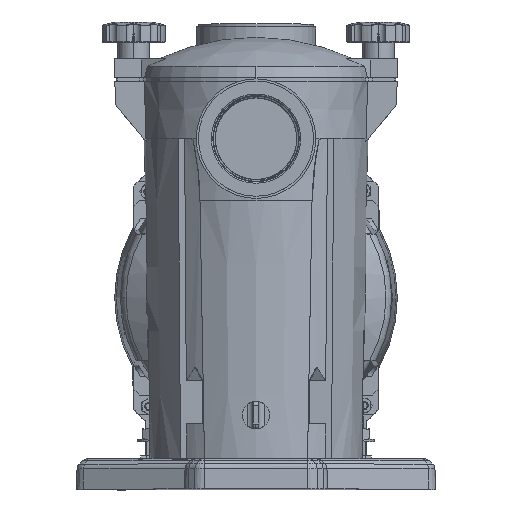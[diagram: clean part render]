
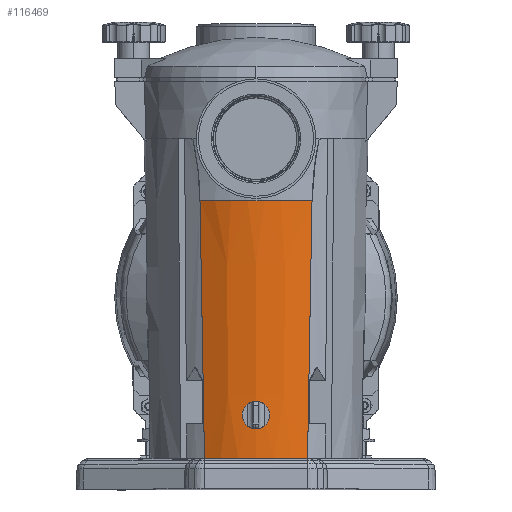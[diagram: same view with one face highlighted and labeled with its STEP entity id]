
A CAD part, top view. The second image highlights one B-rep face of the part: STEP entity #116469.
In plain terms, the highlighted conical face has half-angle 1 degrees and reference radius 72.001 mm.
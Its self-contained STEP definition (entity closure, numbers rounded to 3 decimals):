
#1605 = CARTESIAN_POINT ( 'NONE',  ( -38.927, 67.017, 199.254 ) ) ;
#2883 = CONICAL_SURFACE ( 'NONE', #11095, 72.001, 0.017 ) ;
#4376 = ORIENTED_EDGE ( 'NONE', *, *, #99792, .T. ) ;
#4635 = CARTESIAN_POINT ( 'NONE',  ( 35.791, -112., 197.475 ) ) ;
#4650 = VERTEX_POINT ( 'NONE', #104691 ) ;
#6636 = EDGE_CURVE ( 'NONE', #38246, #104473, #117768, .T. ) ;
#7268 = CARTESIAN_POINT ( 'NONE',  ( -38.916, 67., 199.26 ) ) ;
#8409 = EDGE_CURVE ( 'NONE', #25154, #62858, #10792, .T. ) ;
#8691 = CARTESIAN_POINT ( 'NONE',  ( -38.928, 67.052, 199.254 ) ) ;
#9968 = DIRECTION ( 'NONE',  ( 0., 1., 0. ) ) ;
#10792 = B_SPLINE_CURVE_WITH_KNOTS ( 'NONE', 3,
 ( #7268, #46210, #17499, #25134 ),
 .UNSPECIFIED., .F., .F.,
 ( 4, 4 ),
 ( 0., 0.179 ),
 .UNSPECIFIED. ) ;
#10967 = CARTESIAN_POINT ( 'NONE',  ( 37.874, 7.333, 198.673 ) ) ;
#11095 = AXIS2_PLACEMENT_3D ( 'NONE', #123367, #83764, #35889 ) ;
#11871 = DIRECTION ( 'NONE',  ( -0.518, 0., 0.855 ) ) ;
#17499 = CARTESIAN_POINT ( 'NONE',  ( -36.833, -52.333, 198.079 ) ) ;
#17742 = EDGE_CURVE ( 'NONE', #45694, #48467, #96599, .T. ) ;
#20360 = DIRECTION ( 'NONE',  ( 0., 0., -1. ) ) ;
#25134 = CARTESIAN_POINT ( 'NONE',  ( -35.791, -112., 197.475 ) ) ;
#25154 = VERTEX_POINT ( 'NONE', #63362 ) ;
#27998 = CIRCLE ( 'NONE', #36110, 75.125 ) ;
#28883 = ORIENTED_EDGE ( 'NONE', *, *, #55163, .T. ) ;
#30828 = VERTEX_POINT ( 'NONE', #4635 ) ;
#35889 = DIRECTION ( 'NONE',  ( 0., 0., -1. ) ) ;
#36110 = AXIS2_PLACEMENT_3D ( 'NONE', #108882, #9968, #11871 ) ;
#38246 = VERTEX_POINT ( 'NONE', #8691 ) ;
#39746 = AXIS2_PLACEMENT_3D ( 'NONE', #86315, #57000, #58260 ) ;
#41303 = CARTESIAN_POINT ( 'NONE',  ( 38.928, 67.035, 199.254 ) ) ;
#41793 = AXIS2_PLACEMENT_3D ( 'NONE', #60679, #99605, #79797 ) ;
#43168 = CARTESIAN_POINT ( 'NONE',  ( 38.928, 67.052, 199.254 ) ) ;
#45694 = VERTEX_POINT ( 'NONE', #79504 ) ;
#45898 = CARTESIAN_POINT ( 'NONE',  ( 0., 67.052, 135. ) ) ;
#45957 = ORIENTED_EDGE ( 'NONE', *, *, #6636, .T. ) ;
#46210 = CARTESIAN_POINT ( 'NONE',  ( -37.874, 7.333, 198.673 ) ) ;
#47311 = EDGE_CURVE ( 'NONE', #4650, #38246, #48763, .T. ) ;
#48467 = VERTEX_POINT ( 'NONE', #102150 ) ;
#48763 = CIRCLE ( 'NONE', #52869, 75.126 ) ;
#50854 = EDGE_CURVE ( 'NONE', #30828, #62858, #117244, .T. ) ;
#52869 = AXIS2_PLACEMENT_3D ( 'NONE', #45898, #123810, #20360 ) ;
#53379 = CARTESIAN_POINT ( 'NONE',  ( 38.927, 67.017, 199.254 ) ) ;
#55163 = EDGE_CURVE ( 'NONE', #104473, #25154, #27998, .T. ) ;
#57000 = DIRECTION ( 'NONE',  ( 0., 1., 0. ) ) ;
#58260 = DIRECTION ( 'NONE',  ( -0.518, 0., 0.855 ) ) ;
#60679 = CARTESIAN_POINT ( 'NONE',  ( 0., -112., 135. ) ) ;
#62858 = VERTEX_POINT ( 'NONE', #80569 ) ;
#63362 = CARTESIAN_POINT ( 'NONE',  ( -38.916, 67., 199.26 ) ) ;
#63591 = ORIENTED_EDGE ( 'NONE', *, *, #50854, .F. ) ;
#68983 = EDGE_CURVE ( 'NONE', #30828, #45694, #121069, .T. ) ;
#74527 = ORIENTED_EDGE ( 'NONE', *, *, #17742, .T. ) ;
#77405 = CARTESIAN_POINT ( 'NONE',  ( -38.927, 67., 199.253 ) ) ;
#79193 = B_SPLINE_CURVE_WITH_KNOTS ( 'NONE', 3,
 ( #92313, #53379, #41303, #43168 ),
 .UNSPECIFIED., .F., .F.,
 ( 4, 4 ),
 ( 0., 1. ),
 .UNSPECIFIED. ) ;
#79504 = CARTESIAN_POINT ( 'NONE',  ( 38.916, 67., 199.26 ) ) ;
#79797 = DIRECTION ( 'NONE',  ( 0., 0., -1. ) ) ;
#80569 = CARTESIAN_POINT ( 'NONE',  ( -35.791, -112., 197.475 ) ) ;
#83764 = DIRECTION ( 'NONE',  ( 0., 1., 0. ) ) ;
#86315 = CARTESIAN_POINT ( 'NONE',  ( 0., 67., 135. ) ) ;
#91211 = ORIENTED_EDGE ( 'NONE', *, *, #47311, .T. ) ;
#91824 = ORIENTED_EDGE ( 'NONE', *, *, #68983, .T. ) ;
#92313 = CARTESIAN_POINT ( 'NONE',  ( 38.927, 67., 199.253 ) ) ;
#95892 = FACE_OUTER_BOUND ( 'NONE', #103785, .T. ) ;
#96599 = CIRCLE ( 'NONE', #39746, 75.125 ) ;
#99605 = DIRECTION ( 'NONE',  ( 0., -1., 0. ) ) ;
#99792 = EDGE_CURVE ( 'NONE', #48467, #4650, #79193, .T. ) ;
#100178 = ORIENTED_EDGE ( 'NONE', *, *, #8409, .T. ) ;
#102150 = CARTESIAN_POINT ( 'NONE',  ( 38.927, 67., 199.253 ) ) ;
#103785 = EDGE_LOOP ( 'NONE', ( #63591, #91824, #74527, #4376, #91211, #45957, #28883, #100178 ) ) ;
#104473 = VERTEX_POINT ( 'NONE', #77405 ) ;
#104691 = CARTESIAN_POINT ( 'NONE',  ( 38.928, 67.052, 199.254 ) ) ;
#107595 = CARTESIAN_POINT ( 'NONE',  ( -38.927, 67., 199.253 ) ) ;
#108216 = CARTESIAN_POINT ( 'NONE',  ( -38.928, 67.052, 199.254 ) ) ;
#108882 = CARTESIAN_POINT ( 'NONE',  ( 0., 67., 135. ) ) ;
#111793 = CARTESIAN_POINT ( 'NONE',  ( -38.928, 67.035, 199.254 ) ) ;
#116469 = ADVANCED_FACE ( 'NONE', ( #95892 ), #2883, .T. ) ;
#116919 = CARTESIAN_POINT ( 'NONE',  ( 35.791, -112., 197.475 ) ) ;
#117244 = CIRCLE ( 'NONE', #41793, 72.001 ) ;
#117768 = B_SPLINE_CURVE_WITH_KNOTS ( 'NONE', 3,
 ( #108216, #111793, #1605, #107595 ),
 .UNSPECIFIED., .F., .F.,
 ( 4, 4 ),
 ( 0., 1. ),
 .UNSPECIFIED. ) ;
#118208 = CARTESIAN_POINT ( 'NONE',  ( 38.916, 67., 199.26 ) ) ;
#118827 = CARTESIAN_POINT ( 'NONE',  ( 36.833, -52.333, 198.079 ) ) ;
#121069 = B_SPLINE_CURVE_WITH_KNOTS ( 'NONE', 3,
 ( #116919, #118827, #10967, #118208 ),
 .UNSPECIFIED., .F., .F.,
 ( 4, 4 ),
 ( 0., 0.179 ),
 .UNSPECIFIED. ) ;
#123367 = CARTESIAN_POINT ( 'NONE',  ( 0., -112., 135. ) ) ;
#123810 = DIRECTION ( 'NONE',  ( 0., -1., 0. ) ) ;
